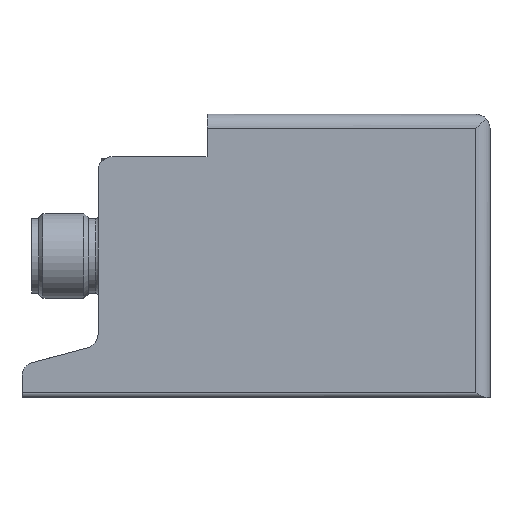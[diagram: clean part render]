
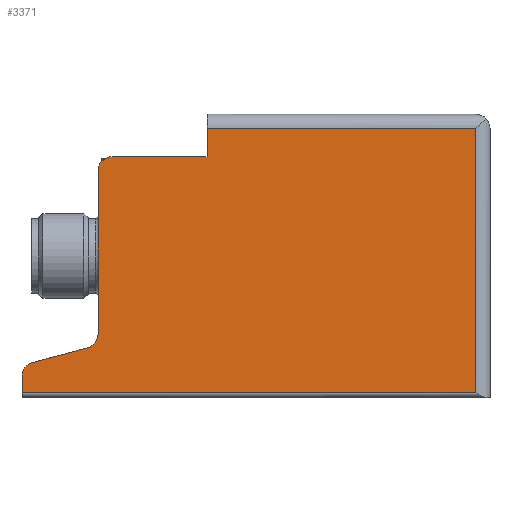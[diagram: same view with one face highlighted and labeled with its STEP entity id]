
A CAD part, top view. The second image highlights one B-rep face of the part: STEP entity #3371.
In plain terms, the highlighted planar face has unit normal (0, 0, 1).
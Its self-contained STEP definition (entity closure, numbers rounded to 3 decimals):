
#55 = ORIENTED_EDGE ( 'NONE', *, *, #3984, .F. ) ;
#88 = ORIENTED_EDGE ( 'NONE', *, *, #1585, .F. ) ;
#92 = AXIS2_PLACEMENT_3D ( 'NONE', #1431, #3023, #210 ) ;
#159 = CARTESIAN_POINT ( 'NONE',  ( 31.409, -19.4, 20. ) ) ;
#162 = CARTESIAN_POINT ( 'NONE',  ( -30.741, -17.035, 20. ) ) ;
#210 = DIRECTION ( 'NONE',  ( -1., 0., 0. ) ) ;
#392 = CARTESIAN_POINT ( 'NONE',  ( -21.991, -11.085, 20. ) ) ;
#526 = LINE ( 'NONE', #2743, #1711 ) ;
#527 = VECTOR ( 'NONE', #1157, 1000. ) ;
#561 = EDGE_LOOP ( 'NONE', ( #88, #2214, #2065, #2717, #55, #3298, #4005, #2350, #3625, #2165, #3700 ) ) ;
#567 = DIRECTION ( 'NONE',  ( -1., 0., 0. ) ) ;
#607 = EDGE_CURVE ( 'NONE', #1183, #1468, #1889, .T. ) ;
#699 = DIRECTION ( 'NONE',  ( 0., 0., -1. ) ) ;
#704 = EDGE_CURVE ( 'NONE', #753, #1468, #2927, .T. ) ;
#753 = VERTEX_POINT ( 'NONE', #913 ) ;
#778 = AXIS2_PLACEMENT_3D ( 'NONE', #2210, #1870, #1850 ) ;
#782 = VERTEX_POINT ( 'NONE', #3522 ) ;
#811 = CARTESIAN_POINT ( 'NONE',  ( -19.991, 14., 20. ) ) ;
#913 = CARTESIAN_POINT ( 'NONE',  ( -31.259, -15.103, 20. ) ) ;
#1157 = DIRECTION ( 'NONE',  ( 0., 1., 0. ) ) ;
#1183 = VERTEX_POINT ( 'NONE', #392 ) ;
#1218 = AXIS2_PLACEMENT_3D ( 'NONE', #162, #3543, #1657 ) ;
#1261 = EDGE_CURVE ( 'NONE', #3081, #2831, #3127, .T. ) ;
#1365 = EDGE_CURVE ( 'NONE', #3190, #753, #3873, .T. ) ;
#1403 = CARTESIAN_POINT ( 'NONE',  ( -6.591, 14., 20. ) ) ;
#1431 = CARTESIAN_POINT ( 'NONE',  ( -19.991, 12., 20. ) ) ;
#1468 = VERTEX_POINT ( 'NONE', #1736 ) ;
#1469 = CARTESIAN_POINT ( 'NONE',  ( -6.591, 20., 20. ) ) ;
#1551 = FACE_OUTER_BOUND ( 'NONE', #561, .T. ) ;
#1570 = DIRECTION ( 'NONE',  ( 0., -1., 0. ) ) ;
#1585 = EDGE_CURVE ( 'NONE', #2831, #3672, #526, .T. ) ;
#1657 = DIRECTION ( 'NONE',  ( -1., 0., 0. ) ) ;
#1711 = VECTOR ( 'NONE', #567, 1000. ) ;
#1714 = LINE ( 'NONE', #1403, #1837 ) ;
#1725 = CARTESIAN_POINT ( 'NONE',  ( -32.741, -17.035, 20. ) ) ;
#1736 = CARTESIAN_POINT ( 'NONE',  ( -23.474, -13.017, 20. ) ) ;
#1769 = DIRECTION ( 'NONE',  ( 0., 1., 0. ) ) ;
#1837 = VECTOR ( 'NONE', #2977, 1000. ) ;
#1850 = DIRECTION ( 'NONE',  ( -1., 0., 0. ) ) ;
#1866 = DIRECTION ( 'NONE',  ( 0., -1., 0. ) ) ;
#1870 = DIRECTION ( 'NONE',  ( 0., 0., -1. ) ) ;
#1889 = CIRCLE ( 'NONE', #778, 2. ) ;
#1956 = VECTOR ( 'NONE', #1570, 1000. ) ;
#2019 = LINE ( 'NONE', #3295, #4084 ) ;
#2065 = ORIENTED_EDGE ( 'NONE', *, *, #3959, .T. ) ;
#2100 = CARTESIAN_POINT ( 'NONE',  ( -6.591, 18., 20. ) ) ;
#2159 = LINE ( 'NONE', #1469, #527 ) ;
#2165 = ORIENTED_EDGE ( 'NONE', *, *, #1365, .F. ) ;
#2175 = VECTOR ( 'NONE', #3270, 1000. ) ;
#2210 = CARTESIAN_POINT ( 'NONE',  ( -23.991, -11.085, 20. ) ) ;
#2214 = ORIENTED_EDGE ( 'NONE', *, *, #1261, .F. ) ;
#2231 = DIRECTION ( 'NONE',  ( 0.966, 0.259, 0. ) ) ;
#2311 = EDGE_CURVE ( 'NONE', #782, #2867, #3043, .T. ) ;
#2350 = ORIENTED_EDGE ( 'NONE', *, *, #607, .T. ) ;
#2430 = LINE ( 'NONE', #3966, #2582 ) ;
#2506 = PLANE ( 'NONE',  #2851 ) ;
#2541 = EDGE_CURVE ( 'NONE', #1183, #782, #2430, .T. ) ;
#2551 = VECTOR ( 'NONE', #2231, 1000. ) ;
#2582 = VECTOR ( 'NONE', #1769, 1000. ) ;
#2717 = ORIENTED_EDGE ( 'NONE', *, *, #3708, .F. ) ;
#2743 = CARTESIAN_POINT ( 'NONE',  ( 48.609, -19.4, 20. ) ) ;
#2831 = VERTEX_POINT ( 'NONE', #159 ) ;
#2851 = AXIS2_PLACEMENT_3D ( 'NONE', #3861, #699, #1866 ) ;
#2867 = VERTEX_POINT ( 'NONE', #811 ) ;
#2897 = CARTESIAN_POINT ( 'NONE',  ( 31.409, 20., 20. ) ) ;
#2918 = LINE ( 'NONE', #3310, #2175 ) ;
#2927 = LINE ( 'NONE', #3259, #2551 ) ;
#2977 = DIRECTION ( 'NONE',  ( 1., 0., 0. ) ) ;
#3023 = DIRECTION ( 'NONE',  ( 0., 0., -1. ) ) ;
#3043 = CIRCLE ( 'NONE', #92, 2. ) ;
#3075 = CARTESIAN_POINT ( 'NONE',  ( -6.591, 14., 20. ) ) ;
#3081 = VERTEX_POINT ( 'NONE', #3602 ) ;
#3127 = LINE ( 'NONE', #2897, #1956 ) ;
#3190 = VERTEX_POINT ( 'NONE', #1725 ) ;
#3259 = CARTESIAN_POINT ( 'NONE',  ( -23.474, -13.017, 20. ) ) ;
#3270 = DIRECTION ( 'NONE',  ( -1., 0., 0. ) ) ;
#3275 = DIRECTION ( 'NONE',  ( 0., 1., 0. ) ) ;
#3295 = CARTESIAN_POINT ( 'NONE',  ( -32.741, -17.035, 20. ) ) ;
#3298 = ORIENTED_EDGE ( 'NONE', *, *, #2311, .F. ) ;
#3310 = CARTESIAN_POINT ( 'NONE',  ( 48.609, 18., 20. ) ) ;
#3371 = ADVANCED_FACE ( 'NONE', ( #1551 ), #2506, .F. ) ;
#3522 = CARTESIAN_POINT ( 'NONE',  ( -21.991, 12., 20. ) ) ;
#3543 = DIRECTION ( 'NONE',  ( 0., 0., -1. ) ) ;
#3602 = CARTESIAN_POINT ( 'NONE',  ( 31.409, 18., 20. ) ) ;
#3625 = ORIENTED_EDGE ( 'NONE', *, *, #704, .F. ) ;
#3637 = EDGE_CURVE ( 'NONE', #3672, #3190, #2019, .T. ) ;
#3653 = CARTESIAN_POINT ( 'NONE',  ( -32.741, -19.4, 20. ) ) ;
#3672 = VERTEX_POINT ( 'NONE', #3653 ) ;
#3675 = VERTEX_POINT ( 'NONE', #2100 ) ;
#3700 = ORIENTED_EDGE ( 'NONE', *, *, #3637, .F. ) ;
#3708 = EDGE_CURVE ( 'NONE', #4050, #3675, #2159, .T. ) ;
#3861 = CARTESIAN_POINT ( 'NONE',  ( 48.609, 18., 20. ) ) ;
#3873 = CIRCLE ( 'NONE', #1218, 2. ) ;
#3959 = EDGE_CURVE ( 'NONE', #3081, #3675, #2918, .T. ) ;
#3966 = CARTESIAN_POINT ( 'NONE',  ( -21.991, 12., 20. ) ) ;
#3984 = EDGE_CURVE ( 'NONE', #2867, #4050, #1714, .T. ) ;
#4005 = ORIENTED_EDGE ( 'NONE', *, *, #2541, .F. ) ;
#4050 = VERTEX_POINT ( 'NONE', #3075 ) ;
#4084 = VECTOR ( 'NONE', #3275, 1000. ) ;
